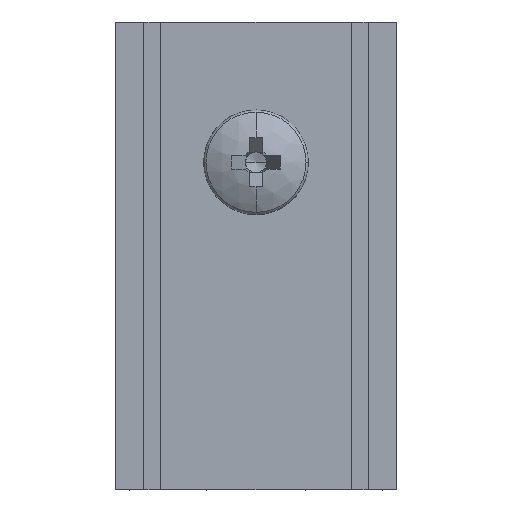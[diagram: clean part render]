
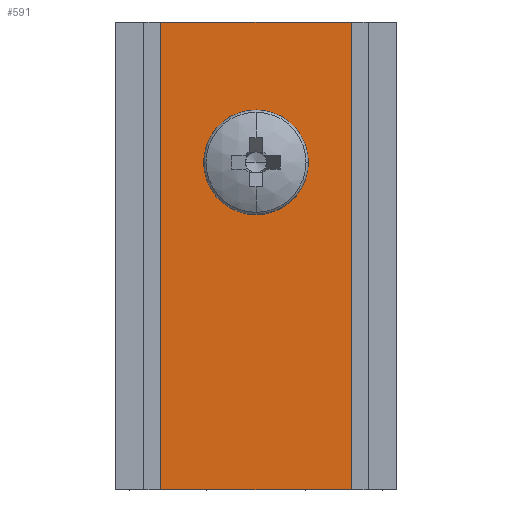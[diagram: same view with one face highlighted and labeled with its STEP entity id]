
A CAD part, top view. The second image highlights one B-rep face of the part: STEP entity #591.
In plain terms, the highlighted planar face has unit normal (0, 0, 1).
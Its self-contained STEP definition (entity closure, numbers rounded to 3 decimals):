
#13 = ORIENTED_EDGE ( 'NONE', *, *, #3127, .F. ) ;
#369 = VECTOR ( 'NONE', #4826, 1000. ) ;
#584 = CARTESIAN_POINT ( 'NONE',  ( 5.1, 25., 0. ) ) ;
#591 = ADVANCED_FACE ( 'NONE', ( #4101, #5352 ), #3312, .F. ) ;
#823 = VERTEX_POINT ( 'NONE', #2338 ) ;
#833 = AXIS2_PLACEMENT_3D ( 'NONE', #1372, #4346, #4746 ) ;
#850 = DIRECTION ( 'NONE',  ( 1., 0., 0. ) ) ;
#1118 = DIRECTION ( 'NONE',  ( -1., 0., 0. ) ) ;
#1193 = CARTESIAN_POINT ( 'NONE',  ( -5.1, 25., 0. ) ) ;
#1238 = CARTESIAN_POINT ( 'NONE',  ( -1.5, 17.5, 0. ) ) ;
#1327 = CARTESIAN_POINT ( 'NONE',  ( 0., 25., 0. ) ) ;
#1365 = VERTEX_POINT ( 'NONE', #1238 ) ;
#1372 = CARTESIAN_POINT ( 'NONE',  ( 0., 17.5, 0. ) ) ;
#1394 = EDGE_CURVE ( 'NONE', #823, #1365, #1675, .T. ) ;
#1404 = ORIENTED_EDGE ( 'NONE', *, *, #1394, .F. ) ;
#1495 = ORIENTED_EDGE ( 'NONE', *, *, #5337, .F. ) ;
#1507 = ORIENTED_EDGE ( 'NONE', *, *, #3888, .F. ) ;
#1581 = CARTESIAN_POINT ( 'NONE',  ( 5.1, 0., 0. ) ) ;
#1675 = CIRCLE ( 'NONE', #4719, 1.5 ) ;
#1716 = CIRCLE ( 'NONE', #833, 1.5 ) ;
#2125 = EDGE_CURVE ( 'NONE', #3805, #3113, #4041, .T. ) ;
#2200 = CARTESIAN_POINT ( 'NONE',  ( -5.1, 0., 0. ) ) ;
#2224 = DIRECTION ( 'NONE',  ( 1., 0., 0. ) ) ;
#2258 = DIRECTION ( 'NONE',  ( 0., -1., 0. ) ) ;
#2338 = CARTESIAN_POINT ( 'NONE',  ( 1.5, 17.5, 0. ) ) ;
#2516 = EDGE_LOOP ( 'NONE', ( #1404, #1495 ) ) ;
#2536 = AXIS2_PLACEMENT_3D ( 'NONE', #3206, #4858, #1118 ) ;
#2946 = VECTOR ( 'NONE', #2224, 1000. ) ;
#3047 = EDGE_LOOP ( 'NONE', ( #5013, #13, #1507, #4065 ) ) ;
#3113 = VERTEX_POINT ( 'NONE', #2200 ) ;
#3127 = EDGE_CURVE ( 'NONE', #4738, #4933, #4349, .T. ) ;
#3173 = CARTESIAN_POINT ( 'NONE',  ( -5.1, 25., 0. ) ) ;
#3206 = CARTESIAN_POINT ( 'NONE',  ( 0., 25., 0. ) ) ;
#3312 = PLANE ( 'NONE',  #2536 ) ;
#3385 = LINE ( 'NONE', #1327, #4317 ) ;
#3430 = VECTOR ( 'NONE', #2258, 1000. ) ;
#3442 = DIRECTION ( 'NONE',  ( 1., 0., 0. ) ) ;
#3529 = CARTESIAN_POINT ( 'NONE',  ( 0., 0., 0. ) ) ;
#3805 = VERTEX_POINT ( 'NONE', #1193 ) ;
#3813 = DIRECTION ( 'NONE',  ( 0., 0., 1. ) ) ;
#3888 = EDGE_CURVE ( 'NONE', #3805, #4738, #3385, .T. ) ;
#3989 = LINE ( 'NONE', #3529, #2946 ) ;
#4041 = LINE ( 'NONE', #3173, #369 ) ;
#4065 = ORIENTED_EDGE ( 'NONE', *, *, #2125, .T. ) ;
#4101 = FACE_BOUND ( 'NONE', #2516, .T. ) ;
#4215 = CARTESIAN_POINT ( 'NONE',  ( 0., 17.5, 0. ) ) ;
#4317 = VECTOR ( 'NONE', #3442, 1000. ) ;
#4346 = DIRECTION ( 'NONE',  ( 0., 0., 1. ) ) ;
#4349 = LINE ( 'NONE', #584, #3430 ) ;
#4719 = AXIS2_PLACEMENT_3D ( 'NONE', #4215, #3813, #850 ) ;
#4738 = VERTEX_POINT ( 'NONE', #5147 ) ;
#4746 = DIRECTION ( 'NONE',  ( 1., 0., 0. ) ) ;
#4826 = DIRECTION ( 'NONE',  ( 0., -1., 0. ) ) ;
#4858 = DIRECTION ( 'NONE',  ( 0., 0., -1. ) ) ;
#4933 = VERTEX_POINT ( 'NONE', #1581 ) ;
#5013 = ORIENTED_EDGE ( 'NONE', *, *, #5237, .T. ) ;
#5147 = CARTESIAN_POINT ( 'NONE',  ( 5.1, 25., 0. ) ) ;
#5237 = EDGE_CURVE ( 'NONE', #3113, #4933, #3989, .T. ) ;
#5337 = EDGE_CURVE ( 'NONE', #1365, #823, #1716, .T. ) ;
#5352 = FACE_OUTER_BOUND ( 'NONE', #3047, .T. ) ;
